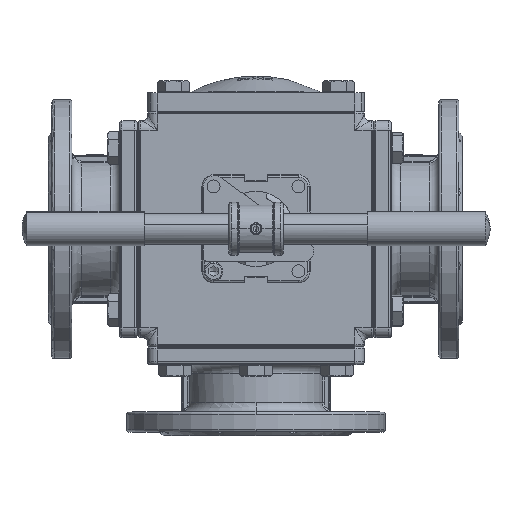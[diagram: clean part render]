
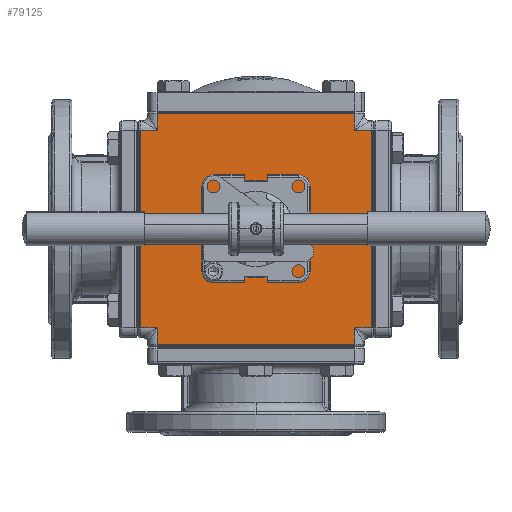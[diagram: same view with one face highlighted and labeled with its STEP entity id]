
A CAD part, top view. The second image highlights one B-rep face of the part: STEP entity #79125.
In plain terms, the highlighted planar face has unit normal (0, 0, 1).
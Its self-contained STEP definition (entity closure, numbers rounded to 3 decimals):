
#23682=CARTESIAN_POINT('',(36.75,0.,92.));
#23683=VERTEX_POINT('',#23682);
#23698=CARTESIAN_POINT('',(-36.75,-0.,92.));
#23699=VERTEX_POINT('',#23698);
#23707=CARTESIAN_POINT('',(0.,0.,92.));
#23708=DIRECTION('',(-0.,-0.,1.));
#23709=DIRECTION('',(1.,0.,0.));
#23710=AXIS2_PLACEMENT_3D('',#23707,#23708,#23709);
#23711=CIRCLE('',#23710,36.75);
#23712=EDGE_CURVE('',#23699,#23683,#23711,.T.);
#78970=CARTESIAN_POINT('',(0.,0.,92.));
#78971=DIRECTION('',(-0.,-0.,1.));
#78972=DIRECTION('',(1.,0.,0.));
#78973=AXIS2_PLACEMENT_3D('',#78970,#78971,#78972);
#78974=CIRCLE('',#78973,36.75);
#78975=EDGE_CURVE('',#23683,#23699,#78974,.T.);
#79018=CARTESIAN_POINT('',(-84.,-0.,92.));
#79019=DIRECTION('',(0.,0.,1.));
#79020=DIRECTION('',(-1.,-0.,0.));
#79021=AXIS2_PLACEMENT_3D('',#79018,#79019,#79020);
#79022=PLANE('',#79021);
#79023=CARTESIAN_POINT('',(98.,84.,92.));
#79024=VERTEX_POINT('',#79023);
#79025=CARTESIAN_POINT('',(98.,-84.,92.));
#79026=VERTEX_POINT('',#79025);
#79027=CARTESIAN_POINT('',(98.,84.,92.));
#79028=DIRECTION('',(0.,-1.,0.));
#79029=VECTOR('',#79028,168.);
#79030=LINE('',#79027,#79029);
#79031=EDGE_CURVE('',#79024,#79026,#79030,.T.);
#79032=ORIENTED_EDGE('',*,*,#79031,.F.);
#79033=CARTESIAN_POINT('',(84.,84.,92.));
#79034=VERTEX_POINT('',#79033);
#79035=CARTESIAN_POINT('',(84.,84.,92.));
#79036=DIRECTION('',(1.,0.,-0.));
#79037=VECTOR('',#79036,14.);
#79038=LINE('',#79035,#79037);
#79039=EDGE_CURVE('',#79034,#79024,#79038,.T.);
#79040=ORIENTED_EDGE('',*,*,#79039,.F.);
#79041=CARTESIAN_POINT('',(84.,98.,92.));
#79042=VERTEX_POINT('',#79041);
#79043=CARTESIAN_POINT('',(84.,84.,92.));
#79044=DIRECTION('',(-0.,1.,-0.));
#79045=VECTOR('',#79044,14.);
#79046=LINE('',#79043,#79045);
#79047=EDGE_CURVE('',#79034,#79042,#79046,.T.);
#79048=ORIENTED_EDGE('',*,*,#79047,.T.);
#79049=CARTESIAN_POINT('',(-84.,98.,92.));
#79050=VERTEX_POINT('',#79049);
#79051=CARTESIAN_POINT('',(-84.,98.,92.));
#79052=DIRECTION('',(1.,0.,-0.));
#79053=VECTOR('',#79052,168.);
#79054=LINE('',#79051,#79053);
#79055=EDGE_CURVE('',#79050,#79042,#79054,.T.);
#79056=ORIENTED_EDGE('',*,*,#79055,.F.);
#79057=CARTESIAN_POINT('',(-84.,84.,92.));
#79058=VERTEX_POINT('',#79057);
#79059=CARTESIAN_POINT('',(-84.,98.,92.));
#79060=DIRECTION('',(0.,-1.,0.));
#79061=VECTOR('',#79060,14.);
#79062=LINE('',#79059,#79061);
#79063=EDGE_CURVE('',#79050,#79058,#79062,.T.);
#79064=ORIENTED_EDGE('',*,*,#79063,.T.);
#79065=CARTESIAN_POINT('',(-98.,84.,92.));
#79066=VERTEX_POINT('',#79065);
#79067=CARTESIAN_POINT('',(-98.,84.,92.));
#79068=DIRECTION('',(1.,0.,-0.));
#79069=VECTOR('',#79068,14.);
#79070=LINE('',#79067,#79069);
#79071=EDGE_CURVE('',#79066,#79058,#79070,.T.);
#79072=ORIENTED_EDGE('',*,*,#79071,.F.);
#79073=CARTESIAN_POINT('',(-98.,-84.,92.));
#79074=VERTEX_POINT('',#79073);
#79075=CARTESIAN_POINT('',(-98.,-84.,92.));
#79076=DIRECTION('',(-0.,1.,-0.));
#79077=VECTOR('',#79076,168.);
#79078=LINE('',#79075,#79077);
#79079=EDGE_CURVE('',#79074,#79066,#79078,.T.);
#79080=ORIENTED_EDGE('',*,*,#79079,.F.);
#79081=CARTESIAN_POINT('',(-84.,-84.,92.));
#79082=VERTEX_POINT('',#79081);
#79083=CARTESIAN_POINT('',(-98.,-84.,92.));
#79084=DIRECTION('',(1.,0.,-0.));
#79085=VECTOR('',#79084,14.);
#79086=LINE('',#79083,#79085);
#79087=EDGE_CURVE('',#79074,#79082,#79086,.T.);
#79088=ORIENTED_EDGE('',*,*,#79087,.T.);
#79089=CARTESIAN_POINT('',(-84.,-98.,92.));
#79090=VERTEX_POINT('',#79089);
#79091=CARTESIAN_POINT('',(-84.,-84.,92.));
#79092=DIRECTION('',(0.,-1.,0.));
#79093=VECTOR('',#79092,14.);
#79094=LINE('',#79091,#79093);
#79095=EDGE_CURVE('',#79082,#79090,#79094,.T.);
#79096=ORIENTED_EDGE('',*,*,#79095,.T.);
#79097=CARTESIAN_POINT('',(84.,-98.,92.));
#79098=VERTEX_POINT('',#79097);
#79099=CARTESIAN_POINT('',(84.,-98.,92.));
#79100=DIRECTION('',(-1.,-0.,0.));
#79101=VECTOR('',#79100,168.);
#79102=LINE('',#79099,#79101);
#79103=EDGE_CURVE('',#79098,#79090,#79102,.T.);
#79104=ORIENTED_EDGE('',*,*,#79103,.F.);
#79105=CARTESIAN_POINT('',(84.,-84.,92.));
#79106=VERTEX_POINT('',#79105);
#79107=CARTESIAN_POINT('',(84.,-98.,92.));
#79108=DIRECTION('',(-0.,1.,-0.));
#79109=VECTOR('',#79108,14.);
#79110=LINE('',#79107,#79109);
#79111=EDGE_CURVE('',#79098,#79106,#79110,.T.);
#79112=ORIENTED_EDGE('',*,*,#79111,.T.);
#79113=CARTESIAN_POINT('',(84.,-84.,92.));
#79114=DIRECTION('',(1.,0.,-0.));
#79115=VECTOR('',#79114,14.);
#79116=LINE('',#79113,#79115);
#79117=EDGE_CURVE('',#79106,#79026,#79116,.T.);
#79118=ORIENTED_EDGE('',*,*,#79117,.T.);
#79119=EDGE_LOOP('',(#79032,#79040,#79048,#79056,#79064,#79072,#79080,#79088,#79096,#79104,#79112,#79118));
#79120=FACE_BOUND('',#79119,.T.);
#79121=ORIENTED_EDGE('',*,*,#23712,.F.);
#79122=ORIENTED_EDGE('',*,*,#78975,.F.);
#79123=EDGE_LOOP('',(#79121,#79122));
#79124=FACE_BOUND('',#79123,.T.);
#79125=ADVANCED_FACE('',(#79120,#79124),#79022,.T.);
